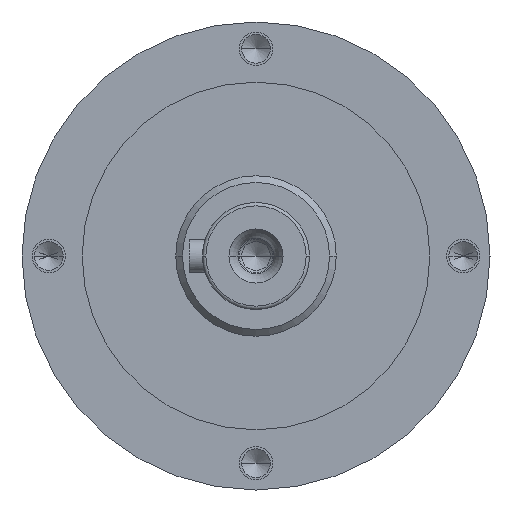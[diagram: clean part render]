
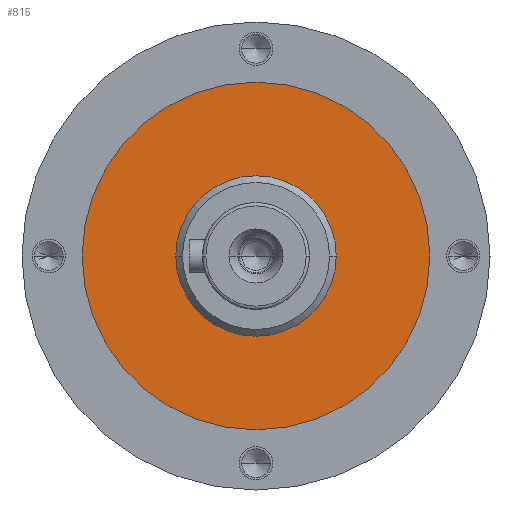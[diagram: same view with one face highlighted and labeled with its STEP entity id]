
A CAD part, left-side view. The second image highlights one B-rep face of the part: STEP entity #815.
In plain terms, the highlighted planar face has unit normal (-1, 0, 0).
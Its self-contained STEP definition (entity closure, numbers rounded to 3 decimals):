
#147=CARTESIAN_POINT('',(-6.5,0.,0.));
#148=DIRECTION('',(-1.,0.,0.));
#149=DIRECTION('',(0.,1.,0.));
#150=AXIS2_PLACEMENT_3D('',#147,#148,#149);
#152=CARTESIAN_POINT('',(-6.5,0.,0.));
#153=DIRECTION('',(1.,0.,0.));
#154=DIRECTION('',(0.,1.,0.));
#155=AXIS2_PLACEMENT_3D('',#152,#153,#154);
#157=CARTESIAN_POINT('',(-6.5,0.,0.));
#158=DIRECTION('',(1.,0.,0.));
#159=DIRECTION('',(0.,1.,0.));
#160=AXIS2_PLACEMENT_3D('',#157,#158,#159);
#170=CARTESIAN_POINT('',(-6.5,0.,0.));
#171=DIRECTION('',(-1.,0.,0.));
#172=DIRECTION('',(0.,1.,0.));
#173=AXIS2_PLACEMENT_3D('',#170,#171,#172);
#460=CARTESIAN_POINT('',(-6.5,26.,0.));
#462=VERTEX_POINT('',#460);
#463=CARTESIAN_POINT('',(-6.5,12.,0.));
#465=VERTEX_POINT('',#463);
#472=CARTESIAN_POINT('',(-6.5,-26.,0.));
#474=VERTEX_POINT('',#472);
#475=CARTESIAN_POINT('',(-6.5,-12.,0.));
#477=VERTEX_POINT('',#475);
#800=CARTESIAN_POINT('',(-6.5,0.,0.));
#801=DIRECTION('',(1.,0.,0.));
#802=DIRECTION('',(0.,-1.,0.));
#803=AXIS2_PLACEMENT_3D('',#800,#801,#802);
#804=PLANE('',#803);
#805=ORIENTED_EDGE('',*,*,#793,.F.);
#806=ORIENTED_EDGE('',*,*,#782,.T.);
#807=EDGE_LOOP('',(#805,#806));
#808=FACE_OUTER_BOUND('',#807,.F.);
#810=ORIENTED_EDGE('',*,*,#809,.F.);
#812=ORIENTED_EDGE('',*,*,#811,.T.);
#813=EDGE_LOOP('',(#810,#812));
#814=FACE_BOUND('',#813,.F.);
#815=ADVANCED_FACE('',(#808,#814),#804,.F.);
#151=CIRCLE('',#150,26.);
#156=CIRCLE('',#155,26.);
#161=CIRCLE('',#160,12.);
#174=CIRCLE('',#173,12.);
#782=EDGE_CURVE('',#462,#474,#156,.T.);
#793=EDGE_CURVE('',#462,#474,#151,.T.);
#809=EDGE_CURVE('',#465,#477,#161,.T.);
#811=EDGE_CURVE('',#465,#477,#174,.T.);
